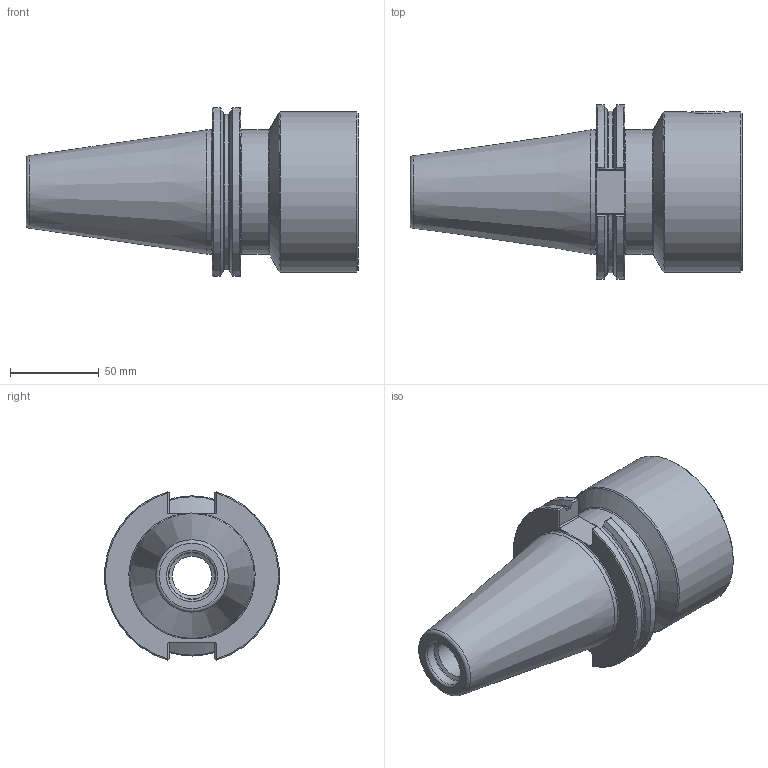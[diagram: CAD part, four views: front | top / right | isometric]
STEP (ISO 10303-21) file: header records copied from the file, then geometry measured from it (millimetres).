
FILE_DESCRIPTION (( 'STEP AP214' ), '1' );
FILE_NAME ('CT5.ST7.K01.085.STEP', '2020-04-15T12:56:33', ( '' ), ( '' ), 'SwSTEP 2.0', 'SolidWorks 2017', '' );
FILE_SCHEMA (( 'AUTOMOTIVE_DESIGN' ));
Length unit declared in the file: millimetre
Products named in the file (3): CT5.ST7.K01.085; CT5-ST7.K01.085_B; ST7-ER1.001.029_A
Assembly tree (2 placements, depth 2):
  CT5.ST7.K01.085
    CT5-ST7.K01.085_B
    ST7-ER1.001.029_A
Bounding box: 186.6 x 98.08 x 94.52 mm (x, y, z)
Volume: 561803.5 mm3; surface area: 78710.9 mm2
Topology: 2 solids, 2 shells, 119 faces, 310 edges, 195 vertices
Faces by surface type: plane 50, cylinder 29, torus 20, cone 18, bspline 2
Full cylindrical faces by diameter (mm): 9.5 x1, 10 x1, 18.5 x1, 20 x1, 22.25 x1, 26.4 x1, 38 x1, 44 x1, 46 x1, 47 x1, 69.85 x2, 90 x1
Entity records: 4077 total; most frequent: CARTESIAN_POINT 1349, DIRECTION 514, ORIENTED_EDGE 512, EDGE_CURVE 256, AXIS2_PLACEMENT_3D 204, VERTEX_POINT 180, EDGE_LOOP 162, FACE_OUTER_BOUND 142
